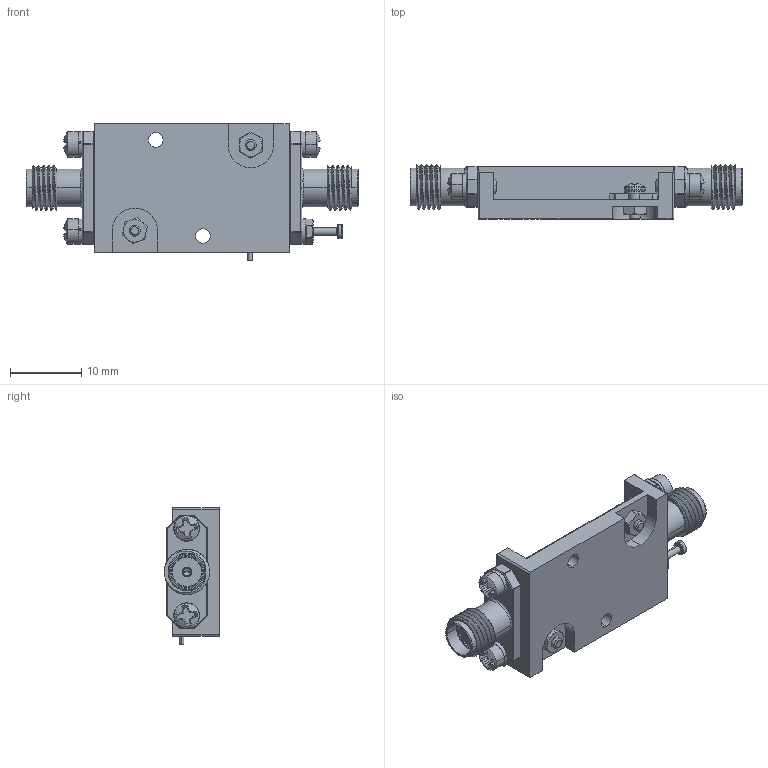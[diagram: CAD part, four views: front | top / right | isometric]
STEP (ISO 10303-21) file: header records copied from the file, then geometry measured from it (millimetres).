
FILE_DESCRIPTION (( 'STEP AP214' ), '1' );
FILE_NAME ('PS-5G18G-400-A-SFF.STEP', '2025-08-18T13:15:33', ( '' ), ( '' ), 'SwSTEP 2.0', 'SolidWorks 2024', '' );
FILE_SCHEMA (( 'AUTOMOTIVE_DESIGN' ));
Length unit declared in the file: inch
Products named in the file (1): PS-5G18G-400-A-SFF
Bounding box: 46.48 x 7.75 x 19.18 mm (x, y, z)
Volume: 2749.6 mm3; surface area: 4946.7 mm2
Topology: 26 solids, 27 shells, 995 faces, 3324 edges, 2517 vertices
Faces by surface type: plane 406, cylinder 287, cone 110, torus 103, sphere 69, bspline 20
Entity records: 50870 total; most frequent: CARTESIAN_POINT 15182, ORIENTED_EDGE 6576, DIRECTION 5488, EDGE_CURVE 3288, VERTEX_POINT 2517, AXIS2_PLACEMENT_3D 1945, VECTOR 1598, LINE 1598
